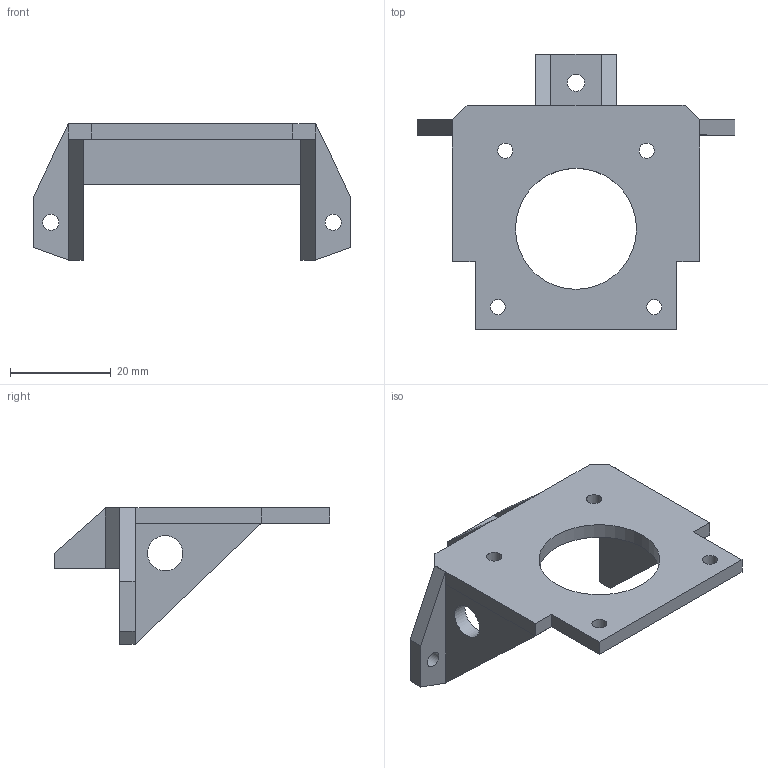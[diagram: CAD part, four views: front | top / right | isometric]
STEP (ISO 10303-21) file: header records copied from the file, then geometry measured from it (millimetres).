
FILE_DESCRIPTION(/* description */ (''),/* implementation_level */ '2;1');
FILE_NAME(/* name */ 'ZMotorMount.step',/* time_stamp */ '2016-04-02T13:41:20-04:00',/* author */ (''),/* organization */ (''),/* preprocessor_version */ 'ST-DEVELOPER v16.2',/* originating_system */ 'Autodesk Translation Framework v4.3.0.3010',/* authorisation */ '');
FILE_SCHEMA (('AUTOMOTIVE_DESIGN { 1 0 10303 214 3 1 1 }'));
Length unit declared in the file: centimetre
Products named in the file (1): ZMotorMount v9
Bounding box: 63 x 54.64 x 27 mm (x, y, z)
Volume: 9356.9 mm3; surface area: 8377.7 mm2
Topology: 5 solids, 5 shells, 62 faces, 150 edges, 98 vertices
Faces by surface type: plane 52, cylinder 10
Full cylindrical faces by diameter (mm): 3 x4, 3.2 x2, 3.4 x1, 7 x2, 24 x1
Entity records: 1796 total; most frequent: CARTESIAN_POINT 301, DIRECTION 286, ORIENTED_EDGE 280, EDGE_CURVE 140, LINE 120, VECTOR 120, VERTEX_POINT 98, EDGE_LOOP 92
